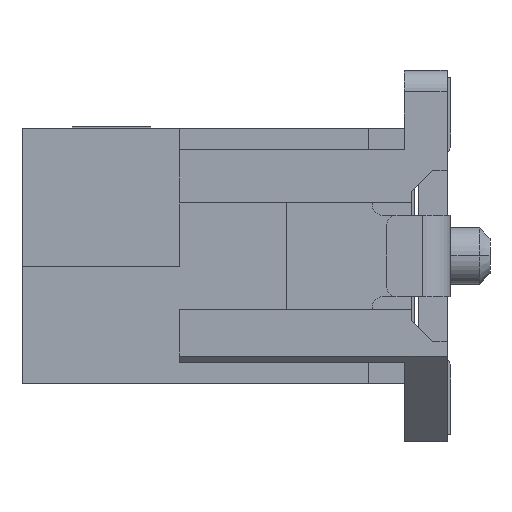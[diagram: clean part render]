
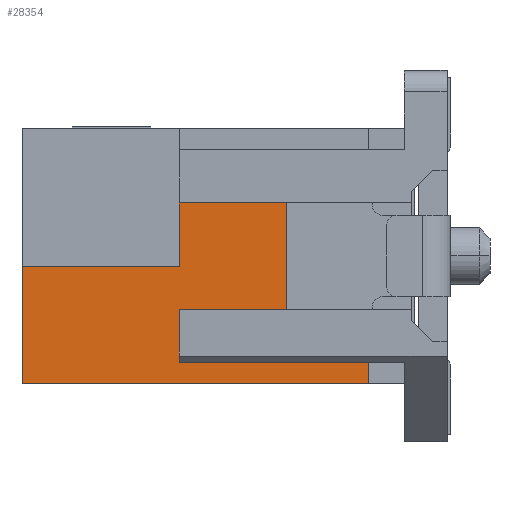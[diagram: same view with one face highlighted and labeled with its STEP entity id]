
A CAD part, left-side view. The second image highlights one B-rep face of the part: STEP entity #28354.
In plain terms, the highlighted planar face has unit normal (-1, 0, 0).
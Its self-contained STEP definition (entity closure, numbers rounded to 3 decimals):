
#364=DIRECTION('',(0.,1.,0.));
#365=VECTOR('',#364,0.2);
#366=CARTESIAN_POINT('',(-11.41,-0.925,-1.));
#367=LINE('',#366,#365);
#368=DIRECTION('',(0.,-1.,0.));
#369=VECTOR('',#368,2.65);
#370=CARTESIAN_POINT('',(-11.41,0.775,-1.49));
#371=LINE('',#370,#369);
#372=DIRECTION('',(0.,0.,1.));
#373=VECTOR('',#372,1.175);
#374=CARTESIAN_POINT('',(-11.41,0.775,-0.15));
#375=LINE('',#374,#373);
#376=DIRECTION('',(0.,0.,-1.));
#377=VECTOR('',#376,0.025);
#378=CARTESIAN_POINT('',(-11.41,-0.925,1.025));
#379=LINE('',#378,#377);
#380=DIRECTION('',(0.,1.,0.));
#381=VECTOR('',#380,0.2);
#382=CARTESIAN_POINT('',(-11.41,-0.925,1.));
#383=LINE('',#382,#381);
#384=DIRECTION('',(0.,0.,1.));
#385=VECTOR('',#384,2.);
#386=CARTESIAN_POINT('',(-11.41,-0.725,-1.));
#387=LINE('',#386,#385);
#478=DIRECTION('',(0.,0.,1.));
#479=VECTOR('',#478,0.465);
#480=CARTESIAN_POINT('',(-11.41,0.775,-1.49));
#481=LINE('',#480,#479);
#486=DIRECTION('',(0.,-1.,0.));
#487=VECTOR('',#486,1.7);
#488=CARTESIAN_POINT('',(-11.41,0.775,-1.025));
#489=LINE('',#488,#487);
#502=DIRECTION('',(0.,0.,-1.));
#503=VECTOR('',#502,0.025);
#504=CARTESIAN_POINT('',(-11.41,-0.925,-1.));
#505=LINE('',#504,#503);
#506=DIRECTION('',(0.,0.,1.));
#507=VECTOR('',#506,0.3);
#508=CARTESIAN_POINT('',(-11.41,-1.875,-1.79));
#509=LINE('',#508,#507);
#558=DIRECTION('',(0.,-1.,0.));
#559=VECTOR('',#558,4.85);
#560=CARTESIAN_POINT('',(-11.41,2.975,-1.79));
#561=LINE('',#560,#559);
#2104=DIRECTION('',(0.,0.,1.));
#2105=VECTOR('',#2104,1.64);
#2106=CARTESIAN_POINT('',(-11.41,2.975,-1.79));
#2107=LINE('',#2106,#2105);
#2116=DIRECTION('',(0.,-1.,0.));
#2117=VECTOR('',#2116,2.2);
#2118=CARTESIAN_POINT('',(-11.41,2.975,-0.15));
#2119=LINE('',#2118,#2117);
#20232=DIRECTION('',(0.,1.,0.));
#20233=VECTOR('',#20232,1.7);
#20234=CARTESIAN_POINT('',(-11.41,-0.925,1.025));
#20235=LINE('',#20234,#20233);
#24039=CARTESIAN_POINT('',(-11.41,0.775,-1.49));
#24040=VERTEX_POINT('',#24039);
#24041=CARTESIAN_POINT('',(-11.41,-1.875,-1.49));
#24042=VERTEX_POINT('',#24041);
#24633=CARTESIAN_POINT('',(-11.41,0.775,-0.15));
#24634=VERTEX_POINT('',#24633);
#24635=CARTESIAN_POINT('',(-11.41,0.775,1.025));
#24636=VERTEX_POINT('',#24635);
#24641=CARTESIAN_POINT('',(-11.41,-0.925,1.025));
#24642=VERTEX_POINT('',#24641);
#24643=CARTESIAN_POINT('',(-11.41,2.975,-0.15));
#24644=VERTEX_POINT('',#24643);
#24645=CARTESIAN_POINT('',(-11.41,2.975,-1.79));
#24646=VERTEX_POINT('',#24645);
#24647=CARTESIAN_POINT('',(-11.41,-1.875,-1.79));
#24648=VERTEX_POINT('',#24647);
#24649=CARTESIAN_POINT('',(-11.41,0.775,-1.025));
#24650=VERTEX_POINT('',#24649);
#24651=CARTESIAN_POINT('',(-11.41,-0.925,-1.025));
#24652=VERTEX_POINT('',#24651);
#26993=CARTESIAN_POINT('',(-11.41,-0.925,1.));
#26994=VERTEX_POINT('',#26993);
#26995=CARTESIAN_POINT('',(-11.41,-0.925,-1.));
#26996=CARTESIAN_POINT('',(-11.41,-0.725,-1.));
#26997=VERTEX_POINT('',#26995);
#26998=VERTEX_POINT('',#26996);
#27013=CARTESIAN_POINT('',(-11.41,-0.725,1.));
#27014=VERTEX_POINT('',#27013);
#28323=CARTESIAN_POINT('',(-11.41,0.25,-0.383));
#28324=DIRECTION('',(1.,0.,0.));
#28325=DIRECTION('',(0.,1.,0.));
#28326=AXIS2_PLACEMENT_3D('',#28323,#28324,#28325);
#28327=PLANE('',#28326);
#28329=ORIENTED_EDGE('',*,*,#28328,.F.);
#28331=ORIENTED_EDGE('',*,*,#28330,.T.);
#28333=ORIENTED_EDGE('',*,*,#28332,.F.);
#28335=ORIENTED_EDGE('',*,*,#28334,.F.);
#28336=ORIENTED_EDGE('',*,*,#27355,.T.);
#28338=ORIENTED_EDGE('',*,*,#28337,.F.);
#28340=ORIENTED_EDGE('',*,*,#28339,.F.);
#28342=ORIENTED_EDGE('',*,*,#28341,.T.);
#28344=ORIENTED_EDGE('',*,*,#28343,.T.);
#28345=ORIENTED_EDGE('',*,*,#28134,.T.);
#28347=ORIENTED_EDGE('',*,*,#28346,.F.);
#28349=ORIENTED_EDGE('',*,*,#28348,.T.);
#28350=ORIENTED_EDGE('',*,*,#28177,.T.);
#28351=ORIENTED_EDGE('',*,*,#28196,.F.);
#28352=EDGE_LOOP('',(#28329,#28331,#28333,#28335,#28336,#28338,#28340,#28342,
#28344,#28345,#28347,#28349,#28350,#28351));
#28353=FACE_OUTER_BOUND('',#28352,.F.);
#28354=ADVANCED_FACE('',(#28353),#28327,.F.);
#27355=EDGE_CURVE('',#24040,#24042,#371,.T.);
#28134=EDGE_CURVE('',#24634,#24636,#375,.T.);
#28177=EDGE_CURVE('',#26994,#27014,#383,.T.);
#28196=EDGE_CURVE('',#26998,#27014,#387,.T.);
#28328=EDGE_CURVE('',#26997,#26998,#367,.T.);
#28330=EDGE_CURVE('',#26997,#24652,#505,.T.);
#28332=EDGE_CURVE('',#24650,#24652,#489,.T.);
#28334=EDGE_CURVE('',#24040,#24650,#481,.T.);
#28337=EDGE_CURVE('',#24648,#24042,#509,.T.);
#28339=EDGE_CURVE('',#24646,#24648,#561,.T.);
#28341=EDGE_CURVE('',#24646,#24644,#2107,.T.);
#28343=EDGE_CURVE('',#24644,#24634,#2119,.T.);
#28346=EDGE_CURVE('',#24642,#24636,#20235,.T.);
#28348=EDGE_CURVE('',#24642,#26994,#379,.T.);
